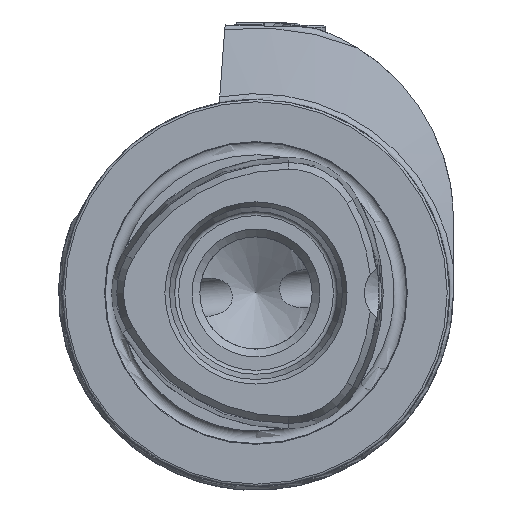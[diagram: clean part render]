
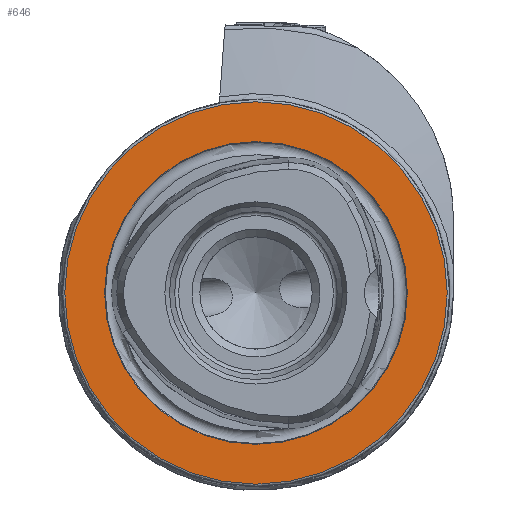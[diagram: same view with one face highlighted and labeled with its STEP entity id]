
A CAD part, left-side view. The second image highlights one B-rep face of the part: STEP entity #646.
In plain terms, the highlighted planar face has unit normal (-1, 0, 0).
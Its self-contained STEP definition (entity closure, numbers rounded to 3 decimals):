
#616 = DIRECTION ( 'NONE',  ( 0., 0., 1. ) ) ;
#646 = ADVANCED_FACE ( 'NONE', ( #3401, #983 ), #1111, .F. ) ;
#983 = FACE_OUTER_BOUND ( 'NONE', #3078, .T. ) ;
#1111 = PLANE ( 'NONE',  #7092 ) ;
#1140 = EDGE_CURVE ( 'NONE', #2553, #2553, #6331, .T. ) ;
#1177 = CARTESIAN_POINT ( 'NONE',  ( 0., 0., 0. ) ) ;
#1900 = CARTESIAN_POINT ( 'NONE',  ( 0., 0., 0. ) ) ;
#2297 = VERTEX_POINT ( 'NONE', #5348 ) ;
#2553 = VERTEX_POINT ( 'NONE', #4350 ) ;
#2677 = DIRECTION ( 'NONE',  ( 1., 0., 0. ) ) ;
#2807 = DIRECTION ( 'NONE',  ( 0., 0., -1. ) ) ;
#3078 = EDGE_LOOP ( 'NONE', ( #4579 ) ) ;
#3401 = FACE_BOUND ( 'NONE', #7068, .T. ) ;
#3762 = EDGE_CURVE ( 'NONE', #2297, #2297, #5022, .T. ) ;
#4350 = CARTESIAN_POINT ( 'NONE',  ( 0., 0., 19.55 ) ) ;
#4519 = AXIS2_PLACEMENT_3D ( 'NONE', #1177, #6608, #616 ) ;
#4579 = ORIENTED_EDGE ( 'NONE', *, *, #3762, .T. ) ;
#5022 = CIRCLE ( 'NONE', #4519, 24.7 ) ;
#5095 = DIRECTION ( 'NONE',  ( 0., 0., 1. ) ) ;
#5348 = CARTESIAN_POINT ( 'NONE',  ( 0., 0., 24.7 ) ) ;
#6331 = CIRCLE ( 'NONE', #7701, 19.55 ) ;
#6543 = CARTESIAN_POINT ( 'NONE',  ( 0., 19.55, 0. ) ) ;
#6608 = DIRECTION ( 'NONE',  ( -1., 0., 0. ) ) ;
#7068 = EDGE_LOOP ( 'NONE', ( #7356 ) ) ;
#7092 = AXIS2_PLACEMENT_3D ( 'NONE', #6543, #2677, #2807 ) ;
#7356 = ORIENTED_EDGE ( 'NONE', *, *, #1140, .F. ) ;
#7701 = AXIS2_PLACEMENT_3D ( 'NONE', #1900, #9637, #5095 ) ;
#9637 = DIRECTION ( 'NONE',  ( -1., 0., 0. ) ) ;
